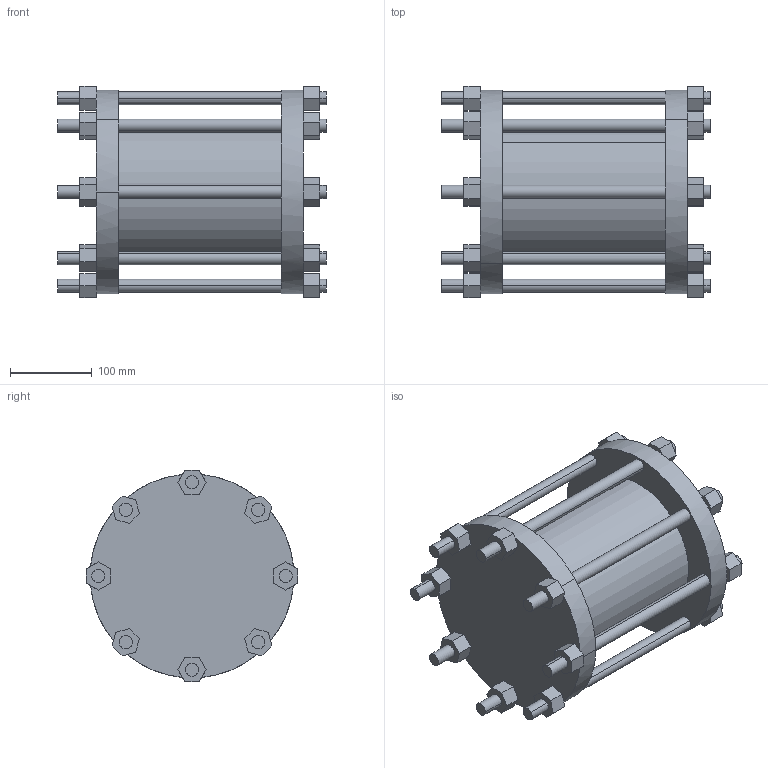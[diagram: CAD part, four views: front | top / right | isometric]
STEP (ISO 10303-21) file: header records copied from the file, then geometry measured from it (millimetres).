
FILE_DESCRIPTION(('CATIA V5 STEP Exchange'),'2;1');
FILE_NAME('STEP_103143_-_TST.stp','2019-10-29T09:21:31+00:00',('none'),('none'),'CATIA Version 5-6 Release 2016 SP4','CATIA V5 STEP AP203','none');
FILE_SCHEMA(('CONFIG_CONTROL_DESIGN'));
Length unit declared in the file: millimetre
Products named in the file (1): 103143 - TST
Bounding box: 330 x 260 x 260 mm (x, y, z)
Volume: 7926782.9 mm3; surface area: 428671.3 mm2
Topology: 1 solids, 1 shells, 202 faces, 518 edges, 336 vertices
Faces by surface type: plane 148, cylinder 54
Entity records: 5570 total; most frequent: ORIENTED_EDGE 1036, CARTESIAN_POINT 965, DIRECTION 738, EDGE_CURVE 518, VECTOR 374, LINE 374, VERTEX_POINT 336, AXIS2_PLACEMENT_3D 255
